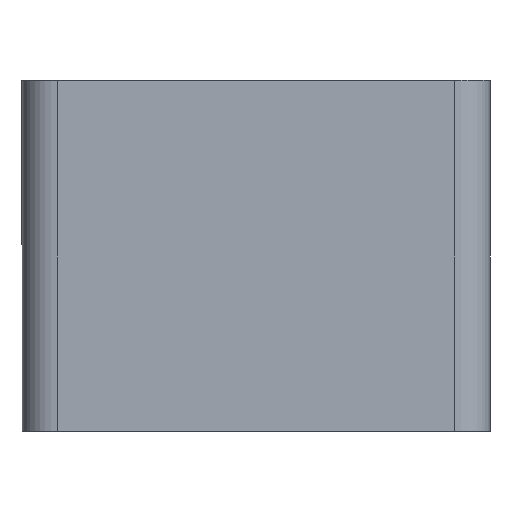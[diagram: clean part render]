
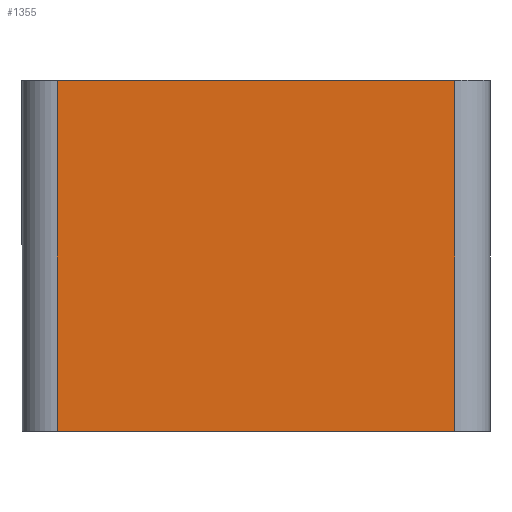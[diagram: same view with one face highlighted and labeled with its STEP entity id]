
A CAD part, front view. The second image highlights one B-rep face of the part: STEP entity #1355.
In plain terms, the highlighted planar face has unit normal (0, -1, 0).
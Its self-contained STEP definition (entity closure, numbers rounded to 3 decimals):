
#90=PLANE('',#1514);
#166=FACE_OUTER_BOUND('',#272,.T.);
#272=EDGE_LOOP('',(#1240,#1241,#1242,#1243));
#291=LINE('',#1976,#407);
#336=LINE('',#2133,#452);
#388=LINE('',#2306,#504);
#389=LINE('',#2308,#505);
#407=VECTOR('',#1560,10.);
#452=VECTOR('',#1699,10.);
#504=VECTOR('',#1917,10.);
#505=VECTOR('',#1920,10.);
#591=VERTEX_POINT('',#1973);
#592=VERTEX_POINT('',#1975);
#656=VERTEX_POINT('',#2130);
#657=VERTEX_POINT('',#2132);
#718=EDGE_CURVE('',#592,#591,#291,.T.);
#797=EDGE_CURVE('',#656,#657,#336,.T.);
#878=EDGE_CURVE('',#592,#656,#388,.T.);
#879=EDGE_CURVE('',#657,#591,#389,.T.);
#1240=ORIENTED_EDGE('',*,*,#878,.F.);
#1241=ORIENTED_EDGE('',*,*,#718,.T.);
#1242=ORIENTED_EDGE('',*,*,#879,.F.);
#1243=ORIENTED_EDGE('',*,*,#797,.F.);
#1355=ADVANCED_FACE('',(#166),#90,.T.);
#1514=AXIS2_PLACEMENT_3D('',#2309,#1921,#1922);
#1560=DIRECTION('',(1.,0.,0.));
#1699=DIRECTION('',(1.,0.,0.));
#1917=DIRECTION('',(0.,0.,1.));
#1920=DIRECTION('',(0.,0.,-1.));
#1921=DIRECTION('center_axis',(0.,-1.,0.));
#1922=DIRECTION('ref_axis',(1.,0.,0.));
#1973=CARTESIAN_POINT('',(17.,-52.5,0.));
#1975=CARTESIAN_POINT('',(-17.,-52.5,0.));
#1976=CARTESIAN_POINT('',(-20.,-52.5,0.));
#2130=CARTESIAN_POINT('',(-17.,-52.5,30.));
#2132=CARTESIAN_POINT('',(17.,-52.5,30.));
#2133=CARTESIAN_POINT('',(-20.,-52.5,30.));
#2306=CARTESIAN_POINT('',(-17.,-52.5,0.));
#2308=CARTESIAN_POINT('',(17.,-52.5,0.));
#2309=CARTESIAN_POINT('Origin',(-20.,-52.5,0.));
